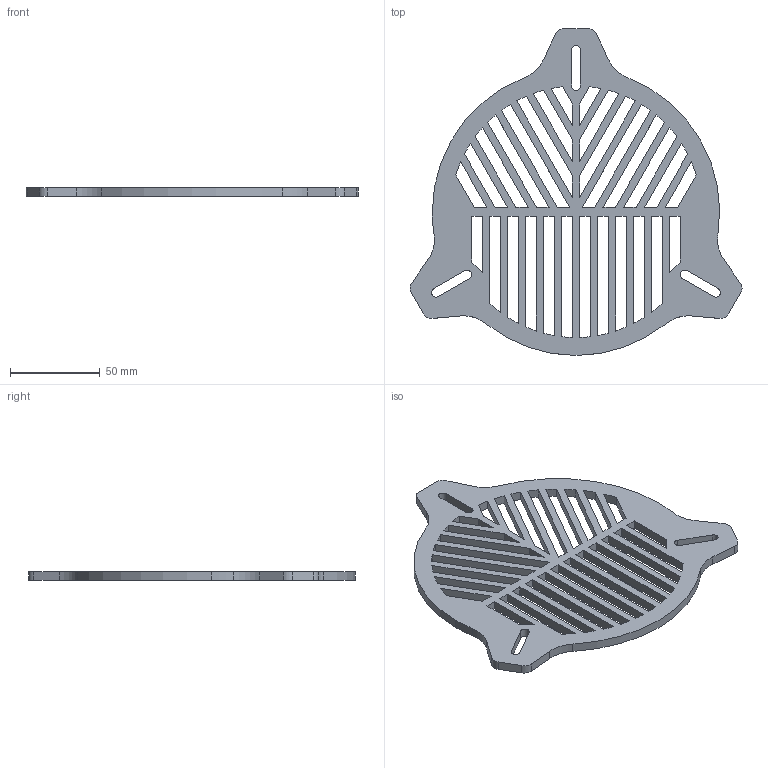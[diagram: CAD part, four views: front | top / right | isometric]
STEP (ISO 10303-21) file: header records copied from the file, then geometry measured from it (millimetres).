
FILE_DESCRIPTION (( 'STEP AP214' ), '1' );
FILE_NAME ('145mm.STEP', '2021-04-03T21:46:08', ( '' ), ( '' ), 'SwSTEP 2.0', 'SolidWorks 2019', '' );
FILE_SCHEMA (( 'AUTOMOTIVE_DESIGN' ));
Length unit declared in the file: millimetre
Products named in the file (1): 145mm
Bounding box: 184.84 x 182.01 x 5 mm (x, y, z)
Volume: 68841 mm3; surface area: 46855.6 mm2
Topology: 1 solids, 1 shells, 155 faces, 459 edges, 306 vertices
Faces by surface type: plane 103, cylinder 52
Entity records: 5335 total; most frequent: CARTESIAN_POINT 921, ORIENTED_EDGE 918, DIRECTION 875, EDGE_CURVE 459, VECTOR 355, LINE 355, VERTEX_POINT 306, AXIS2_PLACEMENT_3D 260
